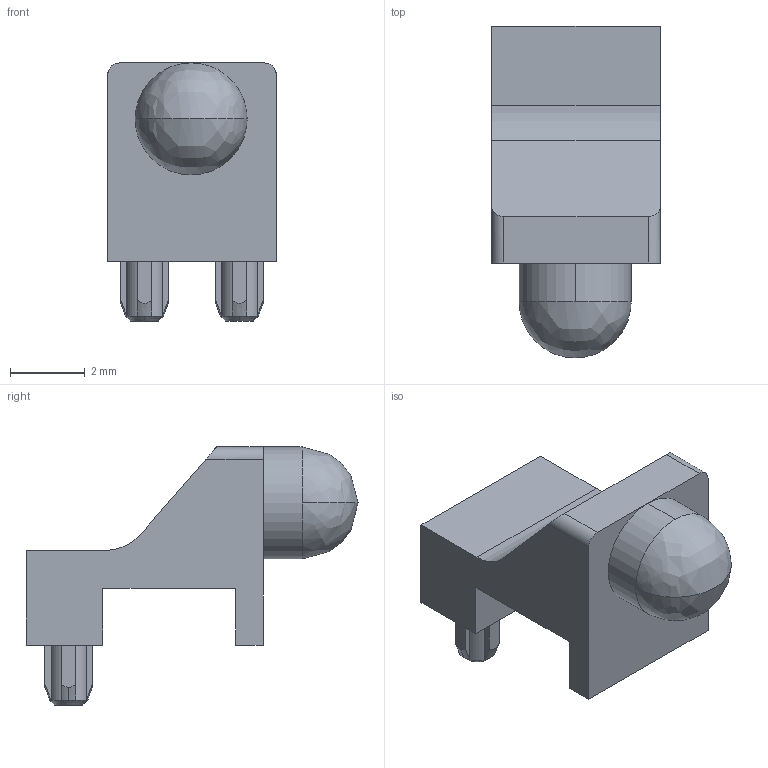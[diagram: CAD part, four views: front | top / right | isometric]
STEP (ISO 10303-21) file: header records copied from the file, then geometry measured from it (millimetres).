
FILE_DESCRIPTION (( 'STEP AP214' ), '1' );
FILE_NAME ('BIVAR__INC_SLP3-150-100-R.STEP', '2023-03-30T23:53:59', ( '' ), ( '' ), 'SwSTEP 2.0', 'SolidWorks 2023', '' );
FILE_SCHEMA (( 'AUTOMOTIVE_DESIGN' ));
Length unit declared in the file: inch
Products named in the file (1): BIVAR__INC_SLP3-150-100-R
Bounding box: 4.52 x 8.89 x 6.91 mm (x, y, z)
Volume: 96.7 mm3; surface area: 176.1 mm2
Topology: 1 solids, 1 shells, 67 faces, 177 edges, 109 vertices
Faces by surface type: plane 38, cone 14, cylinder 13, bspline 2
Entity records: 2093 total; most frequent: CARTESIAN_POINT 473, ORIENTED_EDGE 342, DIRECTION 320, EDGE_CURVE 171, AXIS2_PLACEMENT_3D 111, VERTEX_POINT 108, LINE 98, VECTOR 98
